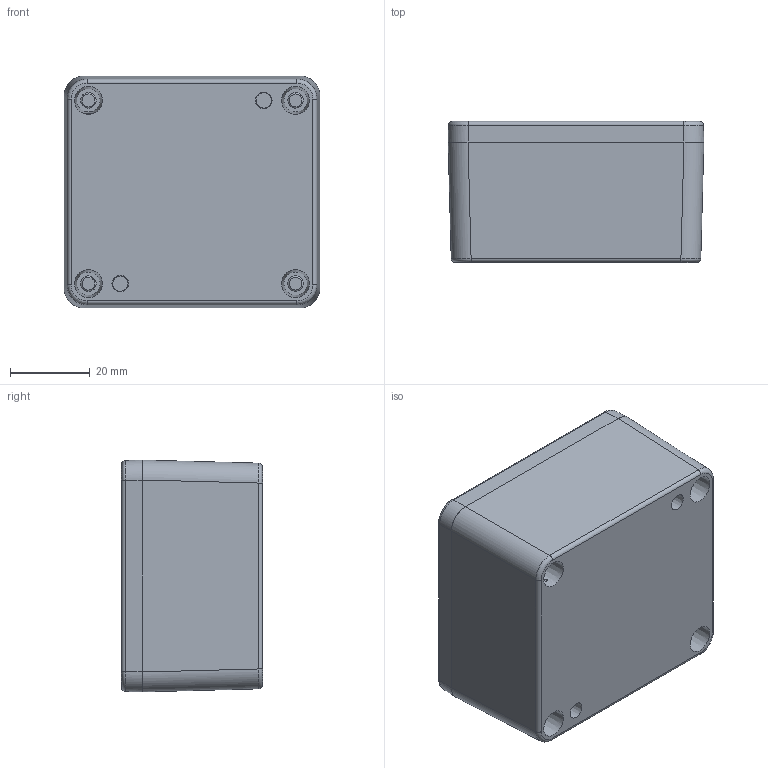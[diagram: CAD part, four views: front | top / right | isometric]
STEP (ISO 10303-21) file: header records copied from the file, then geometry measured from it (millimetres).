
FILE_DESCRIPTION (( 'STEP AP214' ), '1' );
FILE_NAME ('1550Z104.STEP', '2020-11-05T19:22:29', ( '' ), ( '' ), 'SwSTEP 2.0', 'SolidWorks 2019', '' );
FILE_SCHEMA (( 'AUTOMOTIVE_DESIGN' ));
Length unit declared in the file: inch
Products named in the file (1): 1550Z104
Bounding box: 64.2 x 35.4 x 58.2 mm (x, y, z)
Volume: 48288.7 mm3; surface area: 37038.6 mm2
Topology: 7 solids, 7 shells, 1398 faces, 3581 edges, 2258 vertices
Faces by surface type: bspline 501, plane 405, cone 252, cylinder 240
Full cylindrical faces by diameter (mm): 3.3 x4, 3.9 x60, 7.5 x4
Entity records: 60776 total; most frequent: CARTESIAN_POINT 32736, ORIENTED_EDGE 6228, DIRECTION 4512, EDGE_CURVE 3114, VERTEX_POINT 2046, EDGE_LOOP 1736, AXIS2_PLACEMENT_3D 1639, FACE_OUTER_BOUND 1474
